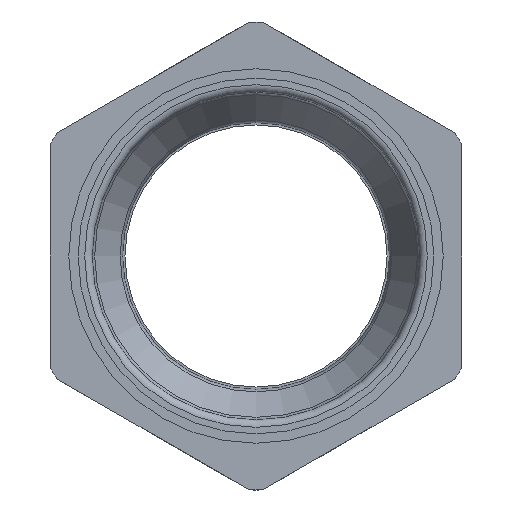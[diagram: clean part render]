
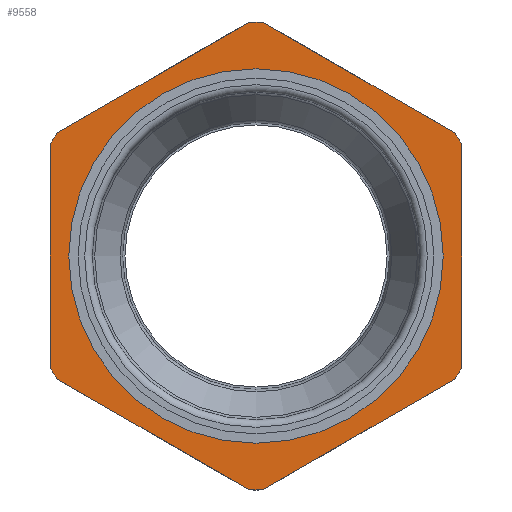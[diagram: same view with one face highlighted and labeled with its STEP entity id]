
A CAD part, front view. The second image highlights one B-rep face of the part: STEP entity #9558.
In plain terms, the highlighted planar face has unit normal (0, -1, 0).
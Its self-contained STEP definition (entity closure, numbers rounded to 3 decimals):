
#206 = ORIENTED_EDGE ( 'NONE', *, *, #3804, .T. ) ;
#279 = EDGE_LOOP ( 'NONE', ( #1969 ) ) ;
#315 = CARTESIAN_POINT ( 'NONE',  ( 0., -8.15, 0. ) ) ;
#502 = CARTESIAN_POINT ( 'NONE',  ( 22., -8.15, 12.702 ) ) ;
#524 = AXIS2_PLACEMENT_3D ( 'NONE', #315, #8432, #1811 ) ;
#557 = DIRECTION ( 'NONE',  ( 0., 0., 1. ) ) ;
#558 = CARTESIAN_POINT ( 'NONE',  ( 21.283, -8.15, 13.115 ) ) ;
#559 = CARTESIAN_POINT ( 'NONE',  ( 22., -8.15, -11.874 ) ) ;
#660 = EDGE_CURVE ( 'NONE', #6181, #6005, #9442, .T. ) ;
#680 = ORIENTED_EDGE ( 'NONE', *, *, #3088, .T. ) ;
#710 = VERTEX_POINT ( 'NONE', #3690 ) ;
#787 = VERTEX_POINT ( 'NONE', #6793 ) ;
#847 = CARTESIAN_POINT ( 'NONE',  ( 0., -8.15, 0. ) ) ;
#945 = FACE_BOUND ( 'NONE', #279, .T. ) ;
#975 = LINE ( 'NONE', #5633, #5754 ) ;
#1025 = EDGE_LOOP ( 'NONE', ( #1317, #4533, #680, #3732, #3482, #4023, #4916, #7508, #7972, #6014, #5652, #206 ) ) ;
#1035 = VERTEX_POINT ( 'NONE', #558 ) ;
#1090 = EDGE_CURVE ( 'NONE', #7292, #4902, #2468, .T. ) ;
#1228 = CIRCLE ( 'NONE', #2185, 25. ) ;
#1317 = ORIENTED_EDGE ( 'NONE', *, *, #3649, .T. ) ;
#1352 = DIRECTION ( 'NONE',  ( 0., 0., -1. ) ) ;
#1399 = CARTESIAN_POINT ( 'NONE',  ( 0., -8.15, 0. ) ) ;
#1452 = CARTESIAN_POINT ( 'NONE',  ( 0., -8.15, 0. ) ) ;
#1518 = CARTESIAN_POINT ( 'NONE',  ( -21.283, -8.15, -13.115 ) ) ;
#1720 = DIRECTION ( 'NONE',  ( -0.866, 0., -0.5 ) ) ;
#1748 = PLANE ( 'NONE',  #1950 ) ;
#1811 = DIRECTION ( 'NONE',  ( 0., 0., -1. ) ) ;
#1827 = EDGE_CURVE ( 'NONE', #3320, #710, #975, .T. ) ;
#1950 = AXIS2_PLACEMENT_3D ( 'NONE', #4750, #4854, #4018 ) ;
#1969 = ORIENTED_EDGE ( 'NONE', *, *, #7591, .F. ) ;
#2185 = AXIS2_PLACEMENT_3D ( 'NONE', #8027, #4074, #3470 ) ;
#2237 = EDGE_CURVE ( 'NONE', #710, #7303, #6715, .T. ) ;
#2448 = FACE_OUTER_BOUND ( 'NONE', #1025, .T. ) ;
#2468 = LINE ( 'NONE', #3937, #6087 ) ;
#2479 = DIRECTION ( 'NONE',  ( 0.866, 0., -0.5 ) ) ;
#2520 = CARTESIAN_POINT ( 'NONE',  ( 0.717, -8.15, -24.99 ) ) ;
#2529 = CARTESIAN_POINT ( 'NONE',  ( 0.717, -8.15, 24.99 ) ) ;
#2759 = CARTESIAN_POINT ( 'NONE',  ( -22., -8.15, -12.702 ) ) ;
#2838 = DIRECTION ( 'NONE',  ( 0., -1., 0. ) ) ;
#2938 = CIRCLE ( 'NONE', #4981, 25. ) ;
#3011 = EDGE_CURVE ( 'NONE', #9387, #1035, #3713, .T. ) ;
#3088 = EDGE_CURVE ( 'NONE', #1035, #6909, #3462, .T. ) ;
#3201 = EDGE_CURVE ( 'NONE', #6005, #3320, #2938, .T. ) ;
#3303 = CARTESIAN_POINT ( 'NONE',  ( -0.717, -8.15, 24.99 ) ) ;
#3305 = AXIS2_PLACEMENT_3D ( 'NONE', #1399, #7478, #1352 ) ;
#3320 = VERTEX_POINT ( 'NONE', #1518 ) ;
#3454 = DIRECTION ( 'NONE',  ( 0.866, 0., 0.5 ) ) ;
#3462 = LINE ( 'NONE', #7391, #5455 ) ;
#3470 = DIRECTION ( 'NONE',  ( 0., 0., -1. ) ) ;
#3482 = ORIENTED_EDGE ( 'NONE', *, *, #1090, .T. ) ;
#3538 = CARTESIAN_POINT ( 'NONE',  ( 0., -8.15, 0. ) ) ;
#3649 = EDGE_CURVE ( 'NONE', #4823, #9387, #5956, .T. ) ;
#3657 = AXIS2_PLACEMENT_3D ( 'NONE', #1452, #4464, #6749 ) ;
#3690 = CARTESIAN_POINT ( 'NONE',  ( -0.717, -8.15, -24.99 ) ) ;
#3702 = VECTOR ( 'NONE', #5773, 1000. ) ;
#3713 = CIRCLE ( 'NONE', #6241, 25. ) ;
#3732 = ORIENTED_EDGE ( 'NONE', *, *, #6319, .T. ) ;
#3804 = EDGE_CURVE ( 'NONE', #8773, #4823, #7755, .T. ) ;
#3874 = DIRECTION ( 'NONE',  ( 0., -1., 0. ) ) ;
#3937 = CARTESIAN_POINT ( 'NONE',  ( -22., -8.15, 12.702 ) ) ;
#3974 = VECTOR ( 'NONE', #3454, 1000. ) ;
#4018 = DIRECTION ( 'NONE',  ( 0., 0., 1. ) ) ;
#4023 = ORIENTED_EDGE ( 'NONE', *, *, #9248, .T. ) ;
#4074 = DIRECTION ( 'NONE',  ( 0., -1., 0. ) ) ;
#4107 = EDGE_CURVE ( 'NONE', #7303, #8773, #6528, .T. ) ;
#4309 = CARTESIAN_POINT ( 'NONE',  ( -21.283, -8.15, 13.115 ) ) ;
#4341 = CARTESIAN_POINT ( 'NONE',  ( -22., -8.15, -11.874 ) ) ;
#4464 = DIRECTION ( 'NONE',  ( 0., -1., 0. ) ) ;
#4533 = ORIENTED_EDGE ( 'NONE', *, *, #3011, .T. ) ;
#4593 = VECTOR ( 'NONE', #557, 1000. ) ;
#4750 = CARTESIAN_POINT ( 'NONE',  ( -25., -8.15, 0. ) ) ;
#4823 = VERTEX_POINT ( 'NONE', #559 ) ;
#4854 = DIRECTION ( 'NONE',  ( 0., 1., 0. ) ) ;
#4902 = VERTEX_POINT ( 'NONE', #4309 ) ;
#4916 = ORIENTED_EDGE ( 'NONE', *, *, #660, .T. ) ;
#4981 = AXIS2_PLACEMENT_3D ( 'NONE', #3538, #9690, #8146 ) ;
#5090 = CARTESIAN_POINT ( 'NONE',  ( 22., -8.15, -12.702 ) ) ;
#5455 = VECTOR ( 'NONE', #5802, 1000. ) ;
#5633 = CARTESIAN_POINT ( 'NONE',  ( 0., -8.15, -25.403 ) ) ;
#5652 = ORIENTED_EDGE ( 'NONE', *, *, #4107, .T. ) ;
#5754 = VECTOR ( 'NONE', #2479, 1000. ) ;
#5773 = DIRECTION ( 'NONE',  ( 0., 0., -1. ) ) ;
#5802 = DIRECTION ( 'NONE',  ( -0.866, 0., 0.5 ) ) ;
#5956 = LINE ( 'NONE', #502, #4593 ) ;
#6005 = VERTEX_POINT ( 'NONE', #4341 ) ;
#6014 = ORIENTED_EDGE ( 'NONE', *, *, #2237, .T. ) ;
#6087 = VECTOR ( 'NONE', #1720, 1000. ) ;
#6181 = VERTEX_POINT ( 'NONE', #7045 ) ;
#6241 = AXIS2_PLACEMENT_3D ( 'NONE', #8067, #2838, #8864 ) ;
#6306 = CIRCLE ( 'NONE', #3305, 20. ) ;
#6319 = EDGE_CURVE ( 'NONE', #6909, #7292, #1228, .T. ) ;
#6528 = LINE ( 'NONE', #5090, #3974 ) ;
#6561 = CARTESIAN_POINT ( 'NONE',  ( 22., -8.15, 11.874 ) ) ;
#6715 = CIRCLE ( 'NONE', #7806, 25. ) ;
#6749 = DIRECTION ( 'NONE',  ( 0., 0., -1. ) ) ;
#6791 = CARTESIAN_POINT ( 'NONE',  ( 21.283, -8.15, -13.115 ) ) ;
#6793 = CARTESIAN_POINT ( 'NONE',  ( 0., -8.15, -20. ) ) ;
#6893 = DIRECTION ( 'NONE',  ( 0., 0., -1. ) ) ;
#6909 = VERTEX_POINT ( 'NONE', #2529 ) ;
#7045 = CARTESIAN_POINT ( 'NONE',  ( -22., -8.15, 11.874 ) ) ;
#7175 = CIRCLE ( 'NONE', #524, 25. ) ;
#7292 = VERTEX_POINT ( 'NONE', #3303 ) ;
#7303 = VERTEX_POINT ( 'NONE', #2520 ) ;
#7391 = CARTESIAN_POINT ( 'NONE',  ( 0., -8.15, 25.403 ) ) ;
#7478 = DIRECTION ( 'NONE',  ( 0., -1., 0. ) ) ;
#7508 = ORIENTED_EDGE ( 'NONE', *, *, #3201, .T. ) ;
#7591 = EDGE_CURVE ( 'NONE', #787, #787, #6306, .T. ) ;
#7755 = CIRCLE ( 'NONE', #3657, 25. ) ;
#7806 = AXIS2_PLACEMENT_3D ( 'NONE', #847, #3874, #6893 ) ;
#7972 = ORIENTED_EDGE ( 'NONE', *, *, #1827, .T. ) ;
#8027 = CARTESIAN_POINT ( 'NONE',  ( 0., -8.15, 0. ) ) ;
#8067 = CARTESIAN_POINT ( 'NONE',  ( 0., -8.15, 0. ) ) ;
#8146 = DIRECTION ( 'NONE',  ( 0., 0., -1. ) ) ;
#8432 = DIRECTION ( 'NONE',  ( 0., -1., 0. ) ) ;
#8773 = VERTEX_POINT ( 'NONE', #6791 ) ;
#8864 = DIRECTION ( 'NONE',  ( 0., 0., -1. ) ) ;
#9248 = EDGE_CURVE ( 'NONE', #4902, #6181, #7175, .T. ) ;
#9387 = VERTEX_POINT ( 'NONE', #6561 ) ;
#9442 = LINE ( 'NONE', #2759, #3702 ) ;
#9558 = ADVANCED_FACE ( 'NONE', ( #2448, #945 ), #1748, .F. ) ;
#9690 = DIRECTION ( 'NONE',  ( 0., -1., 0. ) ) ;
